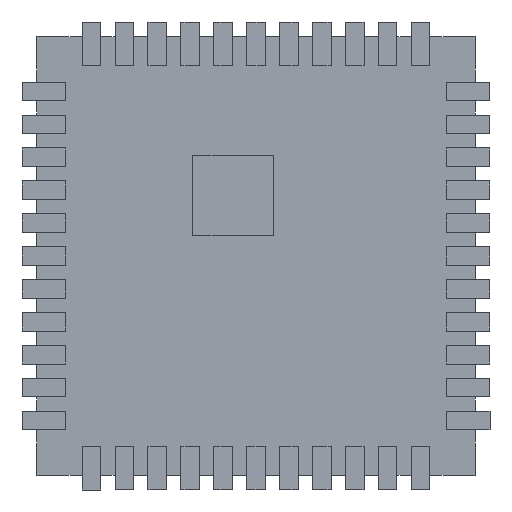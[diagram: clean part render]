
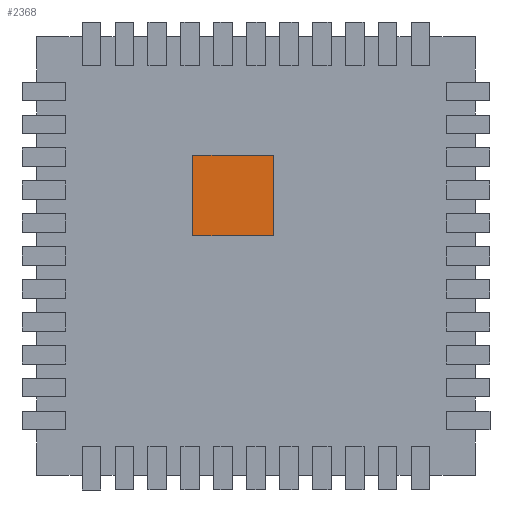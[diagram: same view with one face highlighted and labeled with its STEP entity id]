
A CAD part, front view. The second image highlights one B-rep face of the part: STEP entity #2368.
In plain terms, the highlighted face is planar.
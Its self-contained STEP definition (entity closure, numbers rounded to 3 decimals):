
#203 = ORIENTED_EDGE ( 'NONE', *, *, #23028, .T. ) ;
#1790 = EDGE_CURVE ( 'NONE', #17711, #10420, #20766, .T. ) ;
#2368 = ADVANCED_FACE ( 'NONE', ( #8642 ), #10432, .F. ) ;
#2694 = VECTOR ( 'NONE', #12175, 1000. ) ;
#3672 = EDGE_CURVE ( 'NONE', #10903, #18363, #12935, .T. ) ;
#3781 = DIRECTION ( 'NONE',  ( 0., 1., 0. ) ) ;
#3806 = ORIENTED_EDGE ( 'NONE', *, *, #3672, .T. ) ;
#6389 = CARTESIAN_POINT ( 'NONE',  ( -0.474, -0.557, 0.1 ) ) ;
#6692 = EDGE_LOOP ( 'NONE', ( #3806, #203, #23011, #18385 ) ) ;
#6772 = LINE ( 'NONE', #15792, #2694 ) ;
#7369 = VECTOR ( 'NONE', #3781, 1000. ) ;
#8642 = FACE_OUTER_BOUND ( 'NONE', #6692, .T. ) ;
#8865 = CARTESIAN_POINT ( 'NONE',  ( 1.726, -0.557, 0.1 ) ) ;
#9764 = CARTESIAN_POINT ( 'NONE',  ( -0.474, -2.757, 0.1 ) ) ;
#10420 = VERTEX_POINT ( 'NONE', #9764 ) ;
#10432 = PLANE ( 'NONE',  #21160 ) ;
#10903 = VERTEX_POINT ( 'NONE', #15490 ) ;
#12175 = DIRECTION ( 'NONE',  ( 1., 0., 0. ) ) ;
#12607 = CARTESIAN_POINT ( 'NONE',  ( -0.474, -0.557, 0.1 ) ) ;
#12935 = LINE ( 'NONE', #20301, #7369 ) ;
#12960 = DIRECTION ( 'NONE',  ( -1., 0., 0. ) ) ;
#14979 = CARTESIAN_POINT ( 'NONE',  ( -0.474, -2.757, 0.1 ) ) ;
#15490 = CARTESIAN_POINT ( 'NONE',  ( 1.726, -2.757, 0.1 ) ) ;
#15745 = CARTESIAN_POINT ( 'NONE',  ( 0., 0., 0.1 ) ) ;
#15792 = CARTESIAN_POINT ( 'NONE',  ( -0.474, -2.757, 0.1 ) ) ;
#16778 = DIRECTION ( 'NONE',  ( 0., -1., 0. ) ) ;
#17320 = VECTOR ( 'NONE', #12960, 1000. ) ;
#17711 = VERTEX_POINT ( 'NONE', #6389 ) ;
#18080 = VECTOR ( 'NONE', #16778, 1000. ) ;
#18363 = VERTEX_POINT ( 'NONE', #8865 ) ;
#18385 = ORIENTED_EDGE ( 'NONE', *, *, #19326, .T. ) ;
#18945 = LINE ( 'NONE', #12607, #17320 ) ;
#19326 = EDGE_CURVE ( 'NONE', #10420, #10903, #6772, .T. ) ;
#20301 = CARTESIAN_POINT ( 'NONE',  ( 1.726, -2.757, 0.1 ) ) ;
#20766 = LINE ( 'NONE', #14979, #18080 ) ;
#21160 = AXIS2_PLACEMENT_3D ( 'NONE', #15745, #23359, #21669 ) ;
#21669 = DIRECTION ( 'NONE',  ( -1., 0., 0. ) ) ;
#23011 = ORIENTED_EDGE ( 'NONE', *, *, #1790, .T. ) ;
#23028 = EDGE_CURVE ( 'NONE', #18363, #17711, #18945, .T. ) ;
#23359 = DIRECTION ( 'NONE',  ( 0., 0., -1. ) ) ;
